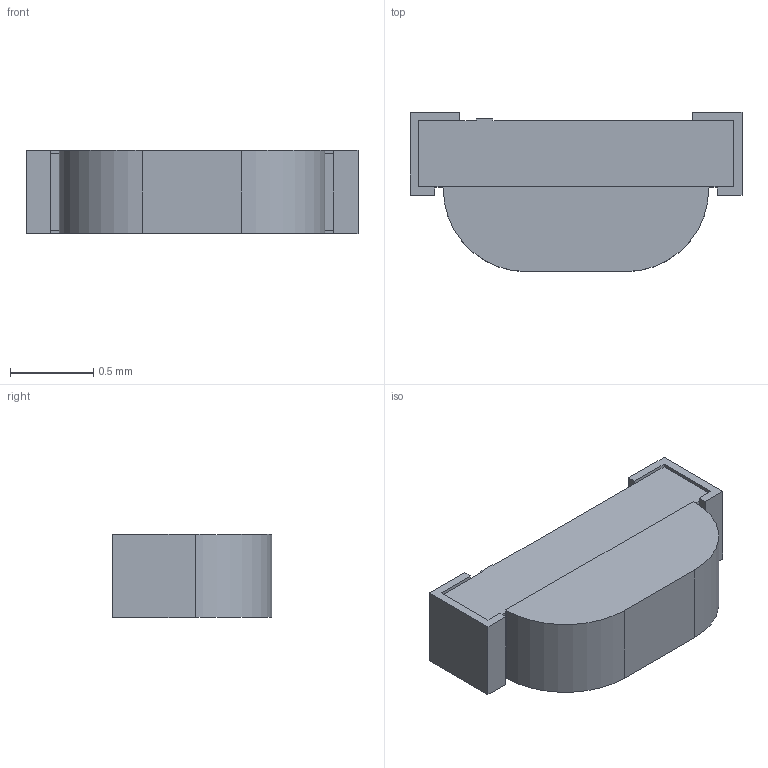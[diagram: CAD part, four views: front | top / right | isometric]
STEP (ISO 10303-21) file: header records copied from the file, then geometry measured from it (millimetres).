
FILE_DESCRIPTION( ( 'Unknown' ), '1' );
FILE_NAME( 'LED_0805_2012Metric_Horizontal_Down.step', 'Unknown', ( 'Unknown' ), ( 'Unknown' ), 'PSStep 15.0.49', 'Unknown', ' ' );
FILE_SCHEMA( ( 'AUTOMOTIVE_DESIGN { 1 0 10303 214 1 1 1 1 }' ) );
Length unit declared in the file: millimetre
Products named in the file (1): 1
Bounding box: 2 x 0.96 x 0.5 mm (x, y, z)
Volume: 0.7 mm3; surface area: 6.1 mm2
Topology: 1 solids, 1 shells, 44 faces, 114 edges, 72 vertices
Faces by surface type: plane 42, cylinder 2
Entity records: 1674 total; most frequent: CARTESIAN_POINT 231, ORIENTED_EDGE 228, DIRECTION 208, EDGE_CURVE 114, LINE 110, VECTOR 110, VERTEX_POINT 72, AXIS2_PLACEMENT_3D 49
